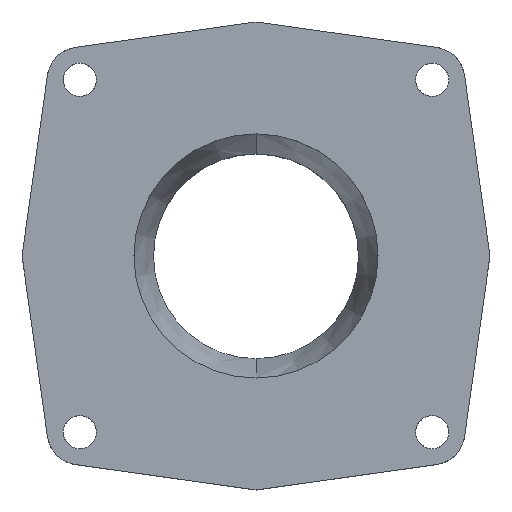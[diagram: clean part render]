
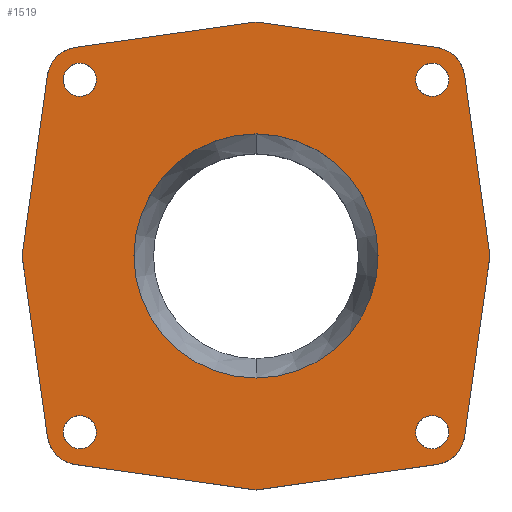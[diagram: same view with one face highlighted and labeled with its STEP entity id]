
A CAD part, top view. The second image highlights one B-rep face of the part: STEP entity #1519.
In plain terms, the highlighted planar face has unit normal (0, 0, 1).
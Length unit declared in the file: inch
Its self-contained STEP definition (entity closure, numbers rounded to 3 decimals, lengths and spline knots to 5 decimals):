
#1=DIRECTION('',(-0.99,-0.139,0.));
#2=VECTOR('',#1,2.23938);
#3=CARTESIAN_POINT('',(0.,2.875,4.5625));
#4=LINE('',#3,#2);
#13=CARTESIAN_POINT('',(2.16551,2.16551,4.5625));
#14=DIRECTION('',(0.,0.,-1.));
#15=DIRECTION('',(-1.,0.,0.));
#16=AXIS2_PLACEMENT_3D('',#13,#14,#15);
#18=CARTESIAN_POINT('',(2.16551,2.16551,4.5625));
#19=DIRECTION('',(0.,0.,-1.));
#20=DIRECTION('',(1.,0.,0.));
#21=AXIS2_PLACEMENT_3D('',#18,#19,#20);
#23=CARTESIAN_POINT('',(-2.16551,2.16551,4.5625));
#24=DIRECTION('',(0.,0.,-1.));
#25=DIRECTION('',(0.,-1.,0.));
#26=AXIS2_PLACEMENT_3D('',#23,#24,#25);
#28=CARTESIAN_POINT('',(-2.16551,2.16551,4.5625));
#29=DIRECTION('',(0.,0.,-1.));
#30=DIRECTION('',(0.,1.,0.));
#31=AXIS2_PLACEMENT_3D('',#28,#29,#30);
#33=CARTESIAN_POINT('',(-2.16551,-2.16551,4.5625));
#34=DIRECTION('',(0.,0.,-1.));
#35=DIRECTION('',(1.,0.,0.));
#36=AXIS2_PLACEMENT_3D('',#33,#34,#35);
#38=CARTESIAN_POINT('',(-2.16551,-2.16551,4.5625));
#39=DIRECTION('',(0.,0.,-1.));
#40=DIRECTION('',(-1.,0.,0.));
#41=AXIS2_PLACEMENT_3D('',#38,#39,#40);
#43=CARTESIAN_POINT('',(2.16551,-2.16551,4.5625));
#44=DIRECTION('',(0.,0.,-1.));
#45=DIRECTION('',(0.,1.,0.));
#46=AXIS2_PLACEMENT_3D('',#43,#44,#45);
#48=CARTESIAN_POINT('',(2.16551,-2.16551,4.5625));
#49=DIRECTION('',(0.,0.,-1.));
#50=DIRECTION('',(0.,-1.,0.));
#51=AXIS2_PLACEMENT_3D('',#48,#49,#50);
#53=DIRECTION('',(-0.99,0.139,0.));
#54=VECTOR('',#53,2.23938);
#55=CARTESIAN_POINT('',(2.21758,2.56334,4.5625));
#56=LINE('',#55,#54);
#177=CARTESIAN_POINT('',(-2.16104,2.16104,4.5625));
#178=DIRECTION('',(0.,0.,1.));
#179=DIRECTION('',(-0.139,0.99,0.));
#180=AXIS2_PLACEMENT_3D('',#177,#178,#179);
#196=DIRECTION('',(-0.139,-0.99,0.));
#197=VECTOR('',#196,2.23938);
#198=CARTESIAN_POINT('',(-2.56334,2.21758,4.5625));
#199=LINE('',#198,#197);
#208=DIRECTION('',(0.139,-0.99,0.));
#209=VECTOR('',#208,2.23938);
#210=CARTESIAN_POINT('',(-2.875,0.,4.5625));
#211=LINE('',#210,#209);
#220=CARTESIAN_POINT('',(-2.16104,-2.16104,4.5625));
#221=DIRECTION('',(0.,0.,1.));
#222=DIRECTION('',(-0.99,-0.139,0.));
#223=AXIS2_PLACEMENT_3D('',#220,#221,#222);
#239=DIRECTION('',(0.99,-0.139,0.));
#240=VECTOR('',#239,2.23938);
#241=CARTESIAN_POINT('',(-2.21758,-2.56334,4.5625));
#242=LINE('',#241,#240);
#251=DIRECTION('',(0.99,0.139,0.));
#252=VECTOR('',#251,2.23938);
#253=CARTESIAN_POINT('',(0.,-2.875,4.5625));
#254=LINE('',#253,#252);
#263=CARTESIAN_POINT('',(2.16104,-2.16104,4.5625));
#264=DIRECTION('',(0.,0.,1.));
#265=DIRECTION('',(0.139,-0.99,0.));
#266=AXIS2_PLACEMENT_3D('',#263,#264,#265);
#282=DIRECTION('',(0.139,0.99,0.));
#283=VECTOR('',#282,2.23938);
#284=CARTESIAN_POINT('',(2.56334,-2.21758,4.5625));
#285=LINE('',#284,#283);
#294=DIRECTION('',(-0.139,0.99,0.));
#295=VECTOR('',#294,2.23938);
#296=CARTESIAN_POINT('',(2.875,0.,4.5625));
#297=LINE('',#296,#295);
#306=CARTESIAN_POINT('',(2.16104,2.16104,4.5625));
#307=DIRECTION('',(0.,0.,1.));
#308=DIRECTION('',(0.99,0.139,0.));
#309=AXIS2_PLACEMENT_3D('',#306,#307,#308);
#974=CARTESIAN_POINT('',(0.,0.,4.5625));
#975=DIRECTION('',(0.,0.,1.));
#976=DIRECTION('',(0.,-1.,0.));
#977=AXIS2_PLACEMENT_3D('',#974,#975,#976);
#992=CARTESIAN_POINT('',(0.,0.,4.5625));
#993=DIRECTION('',(0.,0.,1.));
#994=DIRECTION('',(0.,1.,0.));
#995=AXIS2_PLACEMENT_3D('',#992,#993,#994);
#1283=CARTESIAN_POINT('',(0.,2.875,4.5625));
#1284=CARTESIAN_POINT('',(-2.21758,2.56334,4.5625));
#1285=VERTEX_POINT('',#1283);
#1286=VERTEX_POINT('',#1284);
#1287=CARTESIAN_POINT('',(-2.56334,2.21758,4.5625));
#1288=VERTEX_POINT('',#1287);
#1289=CARTESIAN_POINT('',(-2.875,0.,4.5625));
#1290=VERTEX_POINT('',#1289);
#1291=CARTESIAN_POINT('',(-2.56334,-2.21758,4.5625));
#1292=VERTEX_POINT('',#1291);
#1293=CARTESIAN_POINT('',(-2.21758,-2.56334,4.5625));
#1294=VERTEX_POINT('',#1293);
#1295=CARTESIAN_POINT('',(0.,-2.875,4.5625));
#1296=VERTEX_POINT('',#1295);
#1297=CARTESIAN_POINT('',(2.21758,-2.56334,4.5625));
#1298=VERTEX_POINT('',#1297);
#1299=CARTESIAN_POINT('',(2.56334,-2.21758,4.5625));
#1300=VERTEX_POINT('',#1299);
#1301=CARTESIAN_POINT('',(2.875,0.,4.5625));
#1302=VERTEX_POINT('',#1301);
#1303=CARTESIAN_POINT('',(2.56334,2.21758,4.5625));
#1304=VERTEX_POINT('',#1303);
#1305=CARTESIAN_POINT('',(2.21758,2.56334,4.5625));
#1306=VERTEX_POINT('',#1305);
#1307=CARTESIAN_POINT('',(0.,1.5,4.5625));
#1308=CARTESIAN_POINT('',(0.,-1.5,4.5625));
#1309=VERTEX_POINT('',#1307);
#1310=VERTEX_POINT('',#1308);
#1325=CARTESIAN_POINT('',(1.96239,2.16551,4.5625));
#1326=CARTESIAN_POINT('',(2.36864,2.16551,4.5625));
#1327=VERTEX_POINT('',#1325);
#1328=VERTEX_POINT('',#1326);
#1331=CARTESIAN_POINT('',(-2.16551,1.96239,4.5625));
#1332=CARTESIAN_POINT('',(-2.16551,2.36864,4.5625));
#1333=VERTEX_POINT('',#1331);
#1334=VERTEX_POINT('',#1332);
#1337=CARTESIAN_POINT('',(-1.96239,-2.16551,4.5625));
#1338=CARTESIAN_POINT('',(-2.36864,-2.16551,4.5625));
#1339=VERTEX_POINT('',#1337);
#1340=VERTEX_POINT('',#1338);
#1343=CARTESIAN_POINT('',(2.16551,-1.96239,4.5625));
#1344=CARTESIAN_POINT('',(2.16551,-2.36864,4.5625));
#1345=VERTEX_POINT('',#1343);
#1346=VERTEX_POINT('',#1344);
#1459=CARTESIAN_POINT('',(0.,0.,4.5625));
#1460=DIRECTION('',(0.,0.,1.));
#1461=DIRECTION('',(0.,1.,0.));
#1462=AXIS2_PLACEMENT_3D('',#1459,#1460,#1461);
#1463=PLANE('',#1462);
#1464=ORIENTED_EDGE('',*,*,#1448,.F.);
#1466=ORIENTED_EDGE('',*,*,#1465,.F.);
#1468=ORIENTED_EDGE('',*,*,#1467,.F.);
#1470=ORIENTED_EDGE('',*,*,#1469,.F.);
#1472=ORIENTED_EDGE('',*,*,#1471,.F.);
#1474=ORIENTED_EDGE('',*,*,#1473,.F.);
#1476=ORIENTED_EDGE('',*,*,#1475,.F.);
#1478=ORIENTED_EDGE('',*,*,#1477,.F.);
#1480=ORIENTED_EDGE('',*,*,#1479,.F.);
#1482=ORIENTED_EDGE('',*,*,#1481,.F.);
#1484=ORIENTED_EDGE('',*,*,#1483,.F.);
#1486=ORIENTED_EDGE('',*,*,#1485,.F.);
#1487=EDGE_LOOP('',(#1464,#1466,#1468,#1470,#1472,#1474,#1476,#1478,#1480,#1482,
#1484,#1486));
#1488=FACE_OUTER_BOUND('',#1487,.F.);
#1490=ORIENTED_EDGE('',*,*,#1489,.T.);
#1492=ORIENTED_EDGE('',*,*,#1491,.T.);
#1493=EDGE_LOOP('',(#1490,#1492));
#1494=FACE_BOUND('',#1493,.F.);
#1496=ORIENTED_EDGE('',*,*,#1495,.F.);
#1498=ORIENTED_EDGE('',*,*,#1497,.F.);
#1499=EDGE_LOOP('',(#1496,#1498));
#1500=FACE_BOUND('',#1499,.F.);
#1502=ORIENTED_EDGE('',*,*,#1501,.F.);
#1504=ORIENTED_EDGE('',*,*,#1503,.F.);
#1505=EDGE_LOOP('',(#1502,#1504));
#1506=FACE_BOUND('',#1505,.F.);
#1508=ORIENTED_EDGE('',*,*,#1507,.F.);
#1510=ORIENTED_EDGE('',*,*,#1509,.F.);
#1511=EDGE_LOOP('',(#1508,#1510));
#1512=FACE_BOUND('',#1511,.F.);
#1514=ORIENTED_EDGE('',*,*,#1513,.F.);
#1516=ORIENTED_EDGE('',*,*,#1515,.F.);
#1517=EDGE_LOOP('',(#1514,#1516));
#1518=FACE_BOUND('',#1517,.F.);
#17=CIRCLE('',#16,0.20313);
#22=CIRCLE('',#21,0.20313);
#27=CIRCLE('',#26,0.20313);
#32=CIRCLE('',#31,0.20313);
#37=CIRCLE('',#36,0.20313);
#42=CIRCLE('',#41,0.20313);
#47=CIRCLE('',#46,0.20313);
#52=CIRCLE('',#51,0.20313);
#181=CIRCLE('',#180,0.40625);
#224=CIRCLE('',#223,0.40625);
#267=CIRCLE('',#266,0.40625);
#310=CIRCLE('',#309,0.40625);
#978=CIRCLE('',#977,1.5);
#996=CIRCLE('',#995,1.5);
#1448=EDGE_CURVE('',#1285,#1286,#4,.T.);
#1465=EDGE_CURVE('',#1306,#1285,#56,.T.);
#1467=EDGE_CURVE('',#1304,#1306,#310,.T.);
#1469=EDGE_CURVE('',#1302,#1304,#297,.T.);
#1471=EDGE_CURVE('',#1300,#1302,#285,.T.);
#1473=EDGE_CURVE('',#1298,#1300,#267,.T.);
#1475=EDGE_CURVE('',#1296,#1298,#254,.T.);
#1477=EDGE_CURVE('',#1294,#1296,#242,.T.);
#1479=EDGE_CURVE('',#1292,#1294,#224,.T.);
#1481=EDGE_CURVE('',#1290,#1292,#211,.T.);
#1483=EDGE_CURVE('',#1288,#1290,#199,.T.);
#1485=EDGE_CURVE('',#1286,#1288,#181,.T.);
#1489=EDGE_CURVE('',#1309,#1310,#996,.T.);
#1491=EDGE_CURVE('',#1310,#1309,#978,.T.);
#1495=EDGE_CURVE('',#1327,#1328,#17,.T.);
#1497=EDGE_CURVE('',#1328,#1327,#22,.T.);
#1501=EDGE_CURVE('',#1333,#1334,#27,.T.);
#1503=EDGE_CURVE('',#1334,#1333,#32,.T.);
#1507=EDGE_CURVE('',#1339,#1340,#37,.T.);
#1509=EDGE_CURVE('',#1340,#1339,#42,.T.);
#1513=EDGE_CURVE('',#1345,#1346,#47,.T.);
#1515=EDGE_CURVE('',#1346,#1345,#52,.T.);
#1519=ADVANCED_FACE('',(#1488,#1494,#1500,#1506,#1512,#1518),#1463,.T.);
